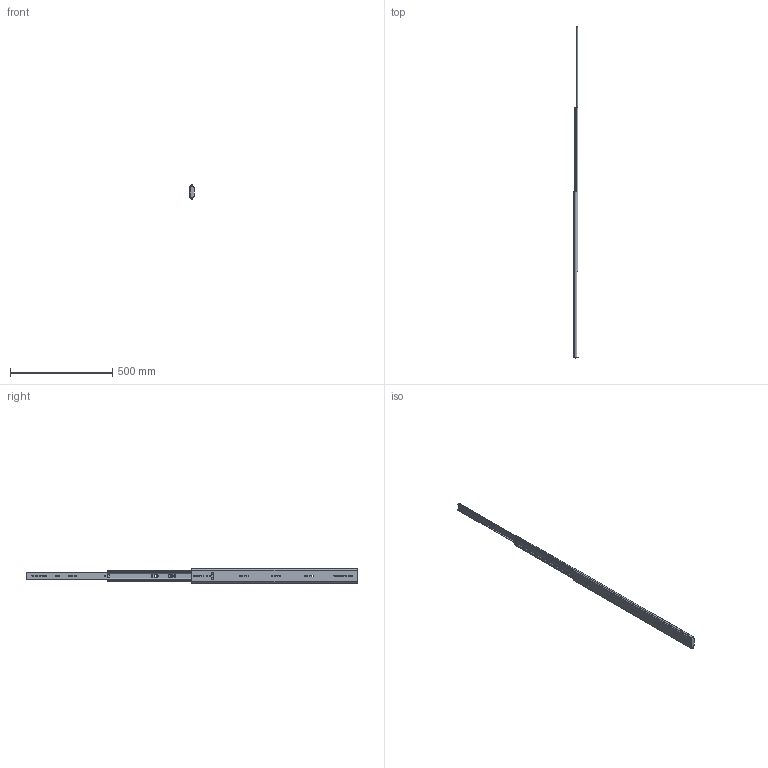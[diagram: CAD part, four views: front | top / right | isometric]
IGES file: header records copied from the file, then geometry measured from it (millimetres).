
Start section: ------------------------------------------------------------------------
Global section: file name: PC003.12152.TM_377_32_24451.igs; native system: spGate; preprocessor: ver19.8.4 (****-****-****-****); author: Unknown; organization: Unknown; date: 250520.123603; units: millimetre
Bounding box: 20.5 x 1620.8 x 69.79 mm (x, y, z)
Volume: 431934.2 mm3; surface area: 360153.9 mm2
Topology: 4 solids, 4 shells, 431 faces, 1275 edges, 840 vertices
Faces by surface type: bspline 431
